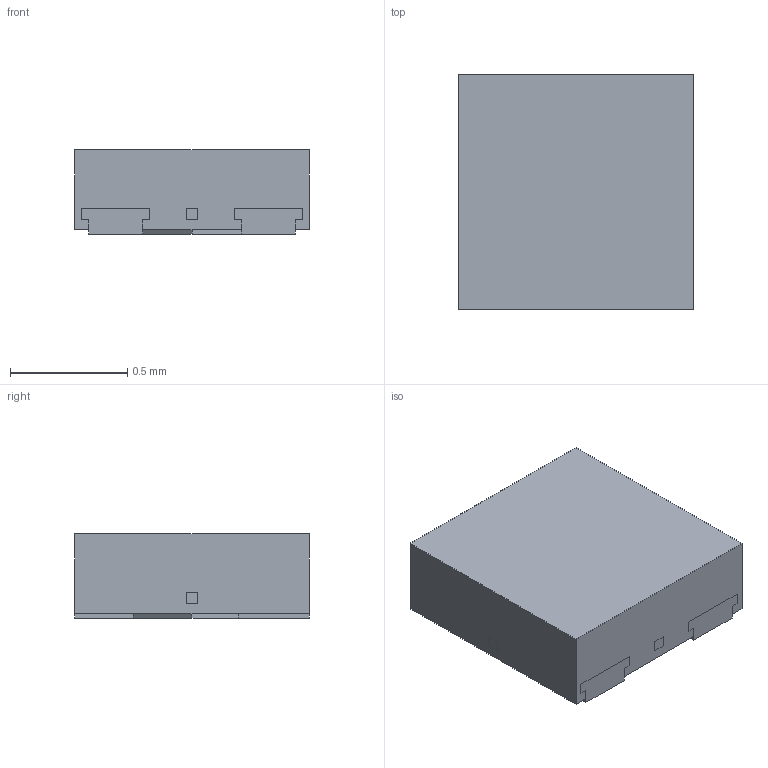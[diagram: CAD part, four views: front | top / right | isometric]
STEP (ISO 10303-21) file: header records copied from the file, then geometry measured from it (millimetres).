
FILE_DESCRIPTION(('FreeCAD Model'),'2;1');
FILE_NAME('Shape.step','2017-02-20T16:08:11',( 'kicad StepUp'),('ksu MCAD'),'Open CASCADE STEP processor 6.8', 'FreeCAD','Unknown');
FILE_SCHEMA(('AUTOMOTIVE_DESIGN_CC2 { 1 2 10303 214 -1 1 5 4 }'));
Length unit declared in the file: millimetre
Products named in the file (2): ASSEMBLY; Shape
Assembly tree (1 placements, depth 2):
  ASSEMBLY
    Shape
Bounding box: 1 x 1 x 0.36 mm (x, y, z)
Volume: 0.3 mm3; surface area: 3.5 mm2
Topology: 1 solids, 1 shells, 38 faces, 125 edges, 94 vertices
Faces by surface type: plane 38
Entity records: 3049 total; most frequent: CARTESIAN_POINT 509, DIRECTION 455, LINE 375, VECTOR 375, ORIENTED_EDGE 250, PCURVE 250, DEFINITIONAL_REPRESENTATION 250, EDGE_CURVE 125
